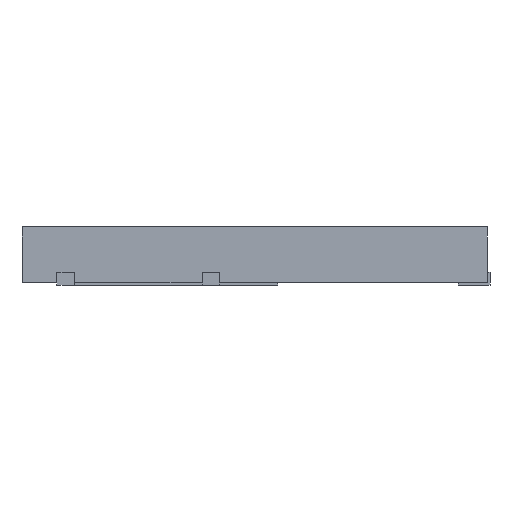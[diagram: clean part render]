
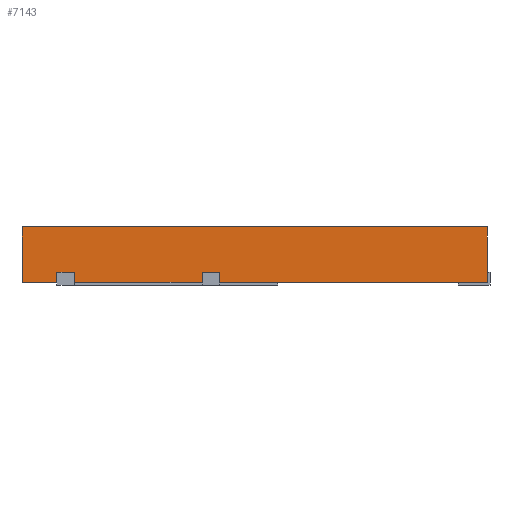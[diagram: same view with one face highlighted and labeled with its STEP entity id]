
A CAD part, left-side view. The second image highlights one B-rep face of the part: STEP entity #7143.
In plain terms, the highlighted planar face has unit normal (-1, 0, 0).
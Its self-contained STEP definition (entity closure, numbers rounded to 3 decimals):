
#128 = DIRECTION ( 'NONE',  ( 0., 0., -1. ) ) ;
#589 = CARTESIAN_POINT ( 'NONE',  ( -4., 4., 0.95 ) ) ;
#869 = DIRECTION ( 'NONE',  ( 0., 0., 1. ) ) ;
#929 = LINE ( 'NONE', #1011, #15473 ) ;
#1011 = CARTESIAN_POINT ( 'NONE',  ( -4., 4., 0. ) ) ;
#1193 = ORIENTED_EDGE ( 'NONE', *, *, #12757, .F. ) ;
#1236 = LINE ( 'NONE', #14884, #5390 ) ;
#1323 = EDGE_LOOP ( 'NONE', ( #15390, #6477, #1193, #8850, #6672, #8989, #13695, #15084, #11579, #7554, #14461, #7560 ) ) ;
#1520 = VECTOR ( 'NONE', #14929, 1000. ) ;
#1612 = EDGE_CURVE ( 'NONE', #3673, #9517, #15179, .T. ) ;
#1638 = VECTOR ( 'NONE', #6938, 1000. ) ;
#1808 = EDGE_CURVE ( 'NONE', #3673, #13210, #929, .T. ) ;
#1920 = LINE ( 'NONE', #14098, #2292 ) ;
#2115 = CARTESIAN_POINT ( 'NONE',  ( -4., -4., 0.95 ) ) ;
#2146 = LINE ( 'NONE', #7100, #14663 ) ;
#2148 = CARTESIAN_POINT ( 'NONE',  ( -4., 4., 0.95 ) ) ;
#2288 = LINE ( 'NONE', #10622, #9456 ) ;
#2292 = VECTOR ( 'NONE', #8001, 1000. ) ;
#2747 = CARTESIAN_POINT ( 'NONE',  ( -4., -4., 0.95 ) ) ;
#2797 = VERTEX_POINT ( 'NONE', #9723 ) ;
#2892 = DIRECTION ( 'NONE',  ( 0., 0., 1. ) ) ;
#3261 = CARTESIAN_POINT ( 'NONE',  ( -4., 4., 0.95 ) ) ;
#3333 = LINE ( 'NONE', #3261, #1638 ) ;
#3428 = EDGE_CURVE ( 'NONE', #11581, #13473, #3333, .T. ) ;
#3601 = CARTESIAN_POINT ( 'NONE',  ( -4., 3.1, 0.17 ) ) ;
#3663 = CARTESIAN_POINT ( 'NONE',  ( -4., 4., 0. ) ) ;
#3673 = VERTEX_POINT ( 'NONE', #15361 ) ;
#3769 = LINE ( 'NONE', #6252, #4015 ) ;
#4015 = VECTOR ( 'NONE', #2892, 1000. ) ;
#4112 = CARTESIAN_POINT ( 'NONE',  ( -4., 0.6, 0.95 ) ) ;
#4314 = DIRECTION ( 'NONE',  ( 0., 0., -1. ) ) ;
#4567 = VECTOR ( 'NONE', #128, 1000. ) ;
#5064 = EDGE_CURVE ( 'NONE', #12991, #7772, #3769, .T. ) ;
#5390 = VECTOR ( 'NONE', #7425, 1000. ) ;
#5395 = LINE ( 'NONE', #14353, #6491 ) ;
#5429 = FACE_OUTER_BOUND ( 'NONE', #1323, .T. ) ;
#5513 = DIRECTION ( 'NONE',  ( 1., 0., 0. ) ) ;
#6252 = CARTESIAN_POINT ( 'NONE',  ( -4., 3.1, 0.95 ) ) ;
#6477 = ORIENTED_EDGE ( 'NONE', *, *, #14876, .T. ) ;
#6491 = VECTOR ( 'NONE', #10295, 1000. ) ;
#6641 = VERTEX_POINT ( 'NONE', #2115 ) ;
#6672 = ORIENTED_EDGE ( 'NONE', *, *, #1808, .T. ) ;
#6714 = PLANE ( 'NONE',  #8372 ) ;
#6938 = DIRECTION ( 'NONE',  ( 0., 0., -1. ) ) ;
#7100 = CARTESIAN_POINT ( 'NONE',  ( -4., 4., 0.17 ) ) ;
#7143 = ADVANCED_FACE ( 'NONE', ( #5429 ), #6714, .F. ) ;
#7178 = CARTESIAN_POINT ( 'NONE',  ( -4., 0.9, 0.17 ) ) ;
#7425 = DIRECTION ( 'NONE',  ( 0., 0., 1. ) ) ;
#7554 = ORIENTED_EDGE ( 'NONE', *, *, #11368, .T. ) ;
#7560 = ORIENTED_EDGE ( 'NONE', *, *, #5064, .F. ) ;
#7711 = VERTEX_POINT ( 'NONE', #10816 ) ;
#7772 = VERTEX_POINT ( 'NONE', #3601 ) ;
#8001 = DIRECTION ( 'NONE',  ( 0., -1., 0. ) ) ;
#8372 = AXIS2_PLACEMENT_3D ( 'NONE', #589, #5513, #4314 ) ;
#8850 = ORIENTED_EDGE ( 'NONE', *, *, #1612, .F. ) ;
#8989 = ORIENTED_EDGE ( 'NONE', *, *, #10141, .F. ) ;
#9248 = CARTESIAN_POINT ( 'NONE',  ( -4., 4., 0.95 ) ) ;
#9454 = EDGE_CURVE ( 'NONE', #12991, #7711, #5395, .T. ) ;
#9456 = VECTOR ( 'NONE', #11855, 1000. ) ;
#9517 = VERTEX_POINT ( 'NONE', #15669 ) ;
#9692 = LINE ( 'NONE', #2747, #4567 ) ;
#9723 = CARTESIAN_POINT ( 'NONE',  ( -4., 3.4, 0.17 ) ) ;
#10141 = EDGE_CURVE ( 'NONE', #6641, #13210, #9692, .T. ) ;
#10295 = DIRECTION ( 'NONE',  ( 0., -1., 0. ) ) ;
#10622 = CARTESIAN_POINT ( 'NONE',  ( -4., 4., 0.17 ) ) ;
#10816 = CARTESIAN_POINT ( 'NONE',  ( -4., 0.9, 0. ) ) ;
#10828 = DIRECTION ( 'NONE',  ( 0., -1., 0. ) ) ;
#10876 = EDGE_CURVE ( 'NONE', #13473, #12495, #1920, .T. ) ;
#11244 = EDGE_CURVE ( 'NONE', #7772, #2797, #2146, .T. ) ;
#11368 = EDGE_CURVE ( 'NONE', #12495, #2797, #1236, .T. ) ;
#11579 = ORIENTED_EDGE ( 'NONE', *, *, #10876, .T. ) ;
#11581 = VERTEX_POINT ( 'NONE', #9248 ) ;
#11838 = LINE ( 'NONE', #13216, #14460 ) ;
#11855 = DIRECTION ( 'NONE',  ( 0., 1., 0. ) ) ;
#12122 = LINE ( 'NONE', #2148, #12615 ) ;
#12495 = VERTEX_POINT ( 'NONE', #14543 ) ;
#12615 = VECTOR ( 'NONE', #13256, 1000. ) ;
#12696 = CARTESIAN_POINT ( 'NONE',  ( -4., -4., 0. ) ) ;
#12757 = EDGE_CURVE ( 'NONE', #9517, #13457, #2288, .T. ) ;
#12991 = VERTEX_POINT ( 'NONE', #14251 ) ;
#13210 = VERTEX_POINT ( 'NONE', #12696 ) ;
#13216 = CARTESIAN_POINT ( 'NONE',  ( -4., 0.9, 0.95 ) ) ;
#13256 = DIRECTION ( 'NONE',  ( 0., -1., 0. ) ) ;
#13429 = EDGE_CURVE ( 'NONE', #11581, #6641, #12122, .T. ) ;
#13457 = VERTEX_POINT ( 'NONE', #7178 ) ;
#13473 = VERTEX_POINT ( 'NONE', #3663 ) ;
#13695 = ORIENTED_EDGE ( 'NONE', *, *, #13429, .F. ) ;
#14098 = CARTESIAN_POINT ( 'NONE',  ( -4., 4., 0. ) ) ;
#14251 = CARTESIAN_POINT ( 'NONE',  ( -4., 3.1, 0. ) ) ;
#14353 = CARTESIAN_POINT ( 'NONE',  ( -4., 4., 0. ) ) ;
#14460 = VECTOR ( 'NONE', #869, 1000. ) ;
#14461 = ORIENTED_EDGE ( 'NONE', *, *, #11244, .F. ) ;
#14543 = CARTESIAN_POINT ( 'NONE',  ( -4., 3.4, 0. ) ) ;
#14663 = VECTOR ( 'NONE', #15483, 1000. ) ;
#14876 = EDGE_CURVE ( 'NONE', #7711, #13457, #11838, .T. ) ;
#14884 = CARTESIAN_POINT ( 'NONE',  ( -4., 3.4, 0.95 ) ) ;
#14929 = DIRECTION ( 'NONE',  ( 0., 0., 1. ) ) ;
#15084 = ORIENTED_EDGE ( 'NONE', *, *, #3428, .T. ) ;
#15179 = LINE ( 'NONE', #4112, #1520 ) ;
#15361 = CARTESIAN_POINT ( 'NONE',  ( -4., 0.6, 0. ) ) ;
#15390 = ORIENTED_EDGE ( 'NONE', *, *, #9454, .T. ) ;
#15473 = VECTOR ( 'NONE', #10828, 1000. ) ;
#15483 = DIRECTION ( 'NONE',  ( 0., 1., 0. ) ) ;
#15669 = CARTESIAN_POINT ( 'NONE',  ( -4., 0.6, 0.17 ) ) ;
